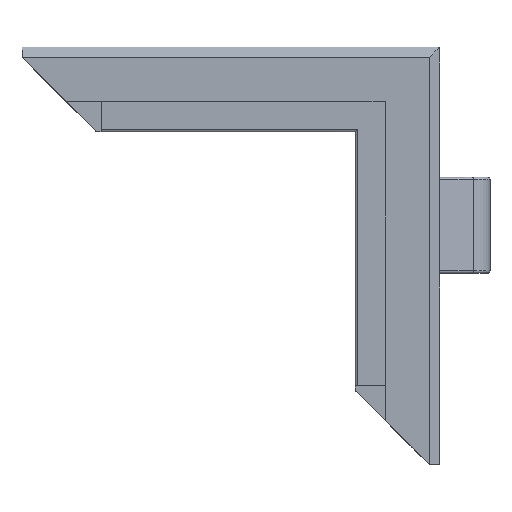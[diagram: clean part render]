
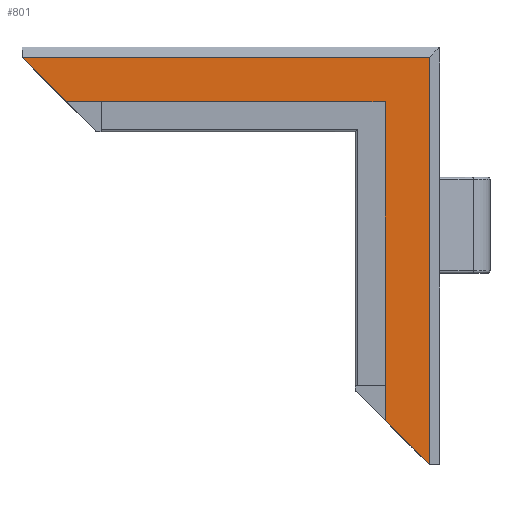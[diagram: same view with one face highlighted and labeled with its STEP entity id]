
A CAD part, left-side view. The second image highlights one B-rep face of the part: STEP entity #801.
In plain terms, the highlighted planar face has unit normal (-1, 0, 0).
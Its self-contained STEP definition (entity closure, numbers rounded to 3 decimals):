
#65=FACE_OUTER_BOUND('',#112,.T.);
#112=EDGE_LOOP('',(#532,#533,#534,#535,#536,#537));
#162=LINE('',#1172,#250);
#163=LINE('',#1174,#251);
#164=LINE('',#1176,#252);
#165=LINE('',#1178,#253);
#166=LINE('',#1180,#254);
#167=LINE('',#1181,#255);
#250=VECTOR('',#930,10.);
#251=VECTOR('',#931,10.);
#252=VECTOR('',#932,10.);
#253=VECTOR('',#933,10.);
#254=VECTOR('',#934,10.);
#255=VECTOR('',#935,10.);
#338=VERTEX_POINT('',#1170);
#339=VERTEX_POINT('',#1171);
#340=VERTEX_POINT('',#1173);
#341=VERTEX_POINT('',#1175);
#342=VERTEX_POINT('',#1177);
#343=VERTEX_POINT('',#1179);
#413=EDGE_CURVE('',#338,#339,#162,.T.);
#414=EDGE_CURVE('',#340,#339,#163,.T.);
#415=EDGE_CURVE('',#340,#341,#164,.T.);
#416=EDGE_CURVE('',#342,#341,#165,.T.);
#417=EDGE_CURVE('',#342,#343,#166,.T.);
#418=EDGE_CURVE('',#338,#343,#167,.T.);
#532=ORIENTED_EDGE('',*,*,#413,.T.);
#533=ORIENTED_EDGE('',*,*,#414,.F.);
#534=ORIENTED_EDGE('',*,*,#415,.T.);
#535=ORIENTED_EDGE('',*,*,#416,.F.);
#536=ORIENTED_EDGE('',*,*,#417,.T.);
#537=ORIENTED_EDGE('',*,*,#418,.F.);
#770=PLANE('',#850);
#801=ADVANCED_FACE('',(#65),#770,.T.);
#850=AXIS2_PLACEMENT_3D('',#1169,#928,#929);
#928=DIRECTION('center_axis',(-1.,0.,0.));
#929=DIRECTION('ref_axis',(0.,1.,0.));
#930=DIRECTION('',(0.,-0.707,-0.707));
#931=DIRECTION('',(0.,1.,0.));
#932=DIRECTION('',(0.,0.,-1.));
#933=DIRECTION('',(0.,0.707,0.707));
#934=DIRECTION('',(0.,0.,1.));
#935=DIRECTION('',(0.,-1.,0.));
#1169=CARTESIAN_POINT('Origin',(7.5,-214.35,250.));
#1170=CARTESIAN_POINT('',(7.5,-137.6,250.));
#1171=CARTESIAN_POINT('',(7.5,-146.85,240.75));
#1172=CARTESIAN_POINT('',(7.5,-151.013,236.588));
#1173=CARTESIAN_POINT('',(7.5,-213.25,240.75));
#1174=CARTESIAN_POINT('',(7.5,-222.5,240.75));
#1175=CARTESIAN_POINT('',(7.5,-213.25,174.35));
#1176=CARTESIAN_POINT('',(7.5,-213.25,250.));
#1177=CARTESIAN_POINT('',(7.5,-222.5,165.1));
#1178=CARTESIAN_POINT('',(7.5,-209.088,178.513));
#1179=CARTESIAN_POINT('',(7.5,-222.5,250.));
#1180=CARTESIAN_POINT('',(7.5,-222.5,250.));
#1181=CARTESIAN_POINT('',(7.5,-222.5,250.));
